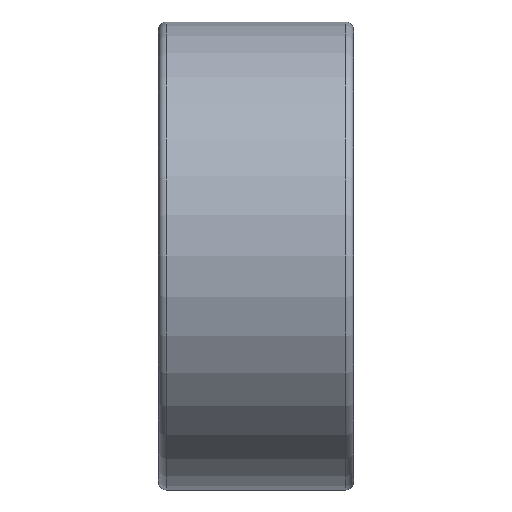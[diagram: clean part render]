
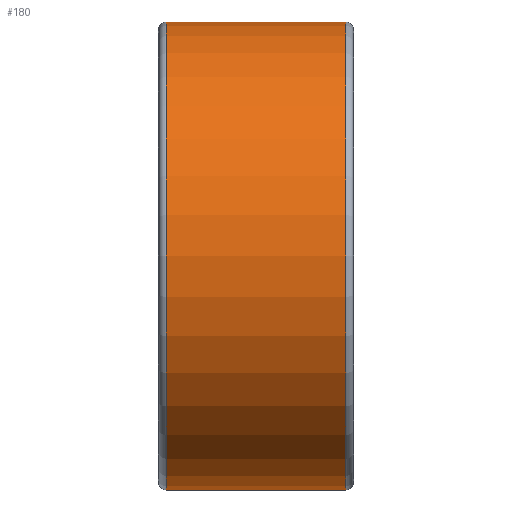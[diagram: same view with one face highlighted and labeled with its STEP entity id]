
A CAD part, front view. The second image highlights one B-rep face of the part: STEP entity #180.
In plain terms, the highlighted cylindrical face has radius 3 mm (diameter 6 mm), a full revolution.
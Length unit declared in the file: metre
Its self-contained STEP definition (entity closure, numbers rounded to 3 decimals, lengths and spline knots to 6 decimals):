
#36=ORIENTED_EDGE('',*,*,#64,.T.);
#37=ORIENTED_EDGE('',*,*,#65,.F.);
#64=EDGE_CURVE('',#80,#80,#96,.T.);
#65=EDGE_CURVE('',#81,#81,#97,.T.);
#80=VERTEX_POINT('',#339);
#81=VERTEX_POINT('',#341);
#96=CIRCLE('',#231,0.003);
#97=CIRCLE('',#232,0.003);
#116=EDGE_LOOP('',(#36));
#117=EDGE_LOOP('',(#37));
#148=FACE_BOUND('',#116,.T.);
#149=FACE_BOUND('',#117,.T.);
#171=CYLINDRICAL_SURFACE('',#230,0.003);
#180=ADVANCED_FACE('',(#148,#149),#171,.T.);
#230=AXIS2_PLACEMENT_3D('',#337,#278,#279);
#231=AXIS2_PLACEMENT_3D('',#338,#280,#281);
#232=AXIS2_PLACEMENT_3D('',#340,#282,#283);
#278=DIRECTION('',(-1.,0.,0.));
#279=DIRECTION('',(0.,0.,1.));
#280=DIRECTION('',(-1.,0.,0.));
#281=DIRECTION('',(0.,0.,1.));
#282=DIRECTION('',(-1.,0.,0.));
#283=DIRECTION('',(0.,0.,1.));
#337=CARTESIAN_POINT('',(0.000625,0.,0.));
#338=CARTESIAN_POINT('',(0.00115,0.,0.));
#339=CARTESIAN_POINT('',(0.00115,0.,0.003));
#340=CARTESIAN_POINT('',(-0.00115,0.,0.));
#341=CARTESIAN_POINT('',(-0.00115,0.,0.003));
